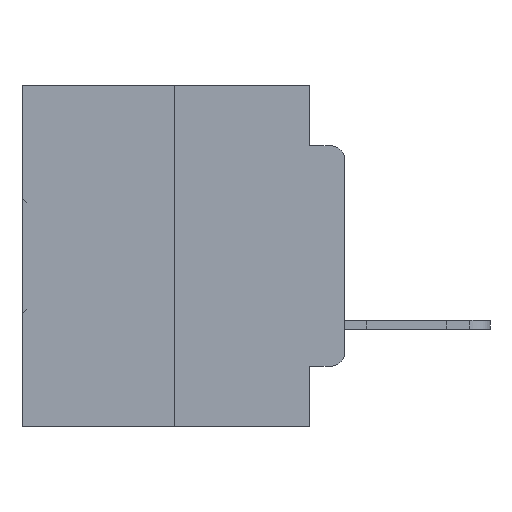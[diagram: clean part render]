
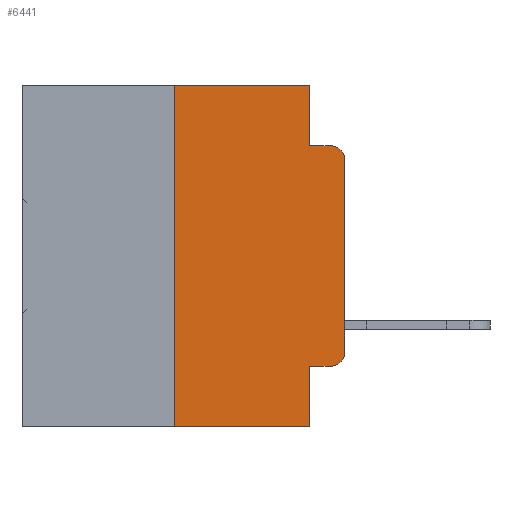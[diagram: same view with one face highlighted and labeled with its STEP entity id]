
A CAD part, left-side view. The second image highlights one B-rep face of the part: STEP entity #6441.
In plain terms, the highlighted planar face has unit normal (-1, 0, 0).
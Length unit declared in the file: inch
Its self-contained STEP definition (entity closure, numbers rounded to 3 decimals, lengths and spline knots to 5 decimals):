
#156 = ORIENTED_EDGE ( 'NONE', *, *, #25673, .F. ) ;
#199 = ORIENTED_EDGE ( 'NONE', *, *, #21389, .F. ) ;
#625 = ORIENTED_EDGE ( 'NONE', *, *, #25776, .F. ) ;
#798 = CARTESIAN_POINT ( 'NONE',  ( 0., 0.25, 0. ) ) ;
#1899 = LINE ( 'NONE', #15291, #28972 ) ;
#1982 = VERTEX_POINT ( 'NONE', #798 ) ;
#2142 = ORIENTED_EDGE ( 'NONE', *, *, #23116, .T. ) ;
#2370 = VECTOR ( 'NONE', #19424, 39.37008 ) ;
#2416 = DIRECTION ( 'NONE',  ( 0., -1., 0. ) ) ;
#2552 = ORIENTED_EDGE ( 'NONE', *, *, #25862, .F. ) ;
#2584 = CARTESIAN_POINT ( 'NONE',  ( 0., 0., 0. ) ) ;
#3206 = CIRCLE ( 'NONE', #20075, 0.02 ) ;
#3633 = LINE ( 'NONE', #30534, #10133 ) ;
#4076 = LINE ( 'NONE', #27326, #2370 ) ;
#4096 = DIRECTION ( 'NONE',  ( 0., 0., -1. ) ) ;
#4923 = VECTOR ( 'NONE', #19086, 39.37008 ) ;
#5541 = DIRECTION ( 'NONE',  ( -1., 0., 0. ) ) ;
#5987 = VERTEX_POINT ( 'NONE', #15289 ) ;
#6441 = ADVANCED_FACE ( 'NONE', ( #13029 ), #24629, .F. ) ;
#6533 = EDGE_LOOP ( 'NONE', ( #29979, #31238, #31836, #156, #199, #625, #2142, #2552, #6698, #8214 ) ) ;
#6672 = CARTESIAN_POINT ( 'NONE',  ( 0., 0.02, -0.0885 ) ) ;
#6698 = ORIENTED_EDGE ( 'NONE', *, *, #26015, .T. ) ;
#7491 = CARTESIAN_POINT ( 'NONE',  ( 0., 0.473, -0.5 ) ) ;
#7993 = VERTEX_POINT ( 'NONE', #27160 ) ;
#8214 = ORIENTED_EDGE ( 'NONE', *, *, #26021, .T. ) ;
#9019 = CARTESIAN_POINT ( 'NONE',  ( 0., 0., -0.1085 ) ) ;
#9287 = CARTESIAN_POINT ( 'NONE',  ( 0., 0.473, 0. ) ) ;
#9615 = LINE ( 'NONE', #9287, #30020 ) ;
#9868 = VERTEX_POINT ( 'NONE', #28371 ) ;
#10133 = VECTOR ( 'NONE', #25582, 39.37008 ) ;
#11591 = VECTOR ( 'NONE', #23625, 39.37008 ) ;
#11724 = VERTEX_POINT ( 'NONE', #12002 ) ;
#12002 = CARTESIAN_POINT ( 'NONE',  ( 0., 0.051, 0. ) ) ;
#13029 = FACE_OUTER_BOUND ( 'NONE', #6533, .T. ) ;
#13174 = AXIS2_PLACEMENT_3D ( 'NONE', #25087, #25570, #24486 ) ;
#13192 = VERTEX_POINT ( 'NONE', #16978 ) ;
#13297 = CARTESIAN_POINT ( 'NONE',  ( 0., 0.051, -0.0885 ) ) ;
#13571 = LINE ( 'NONE', #27856, #33272 ) ;
#14609 = VERTEX_POINT ( 'NONE', #13297 ) ;
#14883 = VERTEX_POINT ( 'NONE', #27598 ) ;
#15289 = CARTESIAN_POINT ( 'NONE',  ( 0., 0., -0.3915 ) ) ;
#15291 = CARTESIAN_POINT ( 'NONE',  ( 0., 0.051, 0. ) ) ;
#16252 = CARTESIAN_POINT ( 'NONE',  ( 0., 0.02, -0.3915 ) ) ;
#16847 = VERTEX_POINT ( 'NONE', #9019 ) ;
#16978 = CARTESIAN_POINT ( 'NONE',  ( 0., 0.02, -0.4115 ) ) ;
#18721 = AXIS2_PLACEMENT_3D ( 'NONE', #16252, #33934, #19039 ) ;
#18751 = LINE ( 'NONE', #2584, #4923 ) ;
#19039 = DIRECTION ( 'NONE',  ( 0., 0., -1. ) ) ;
#19086 = DIRECTION ( 'NONE',  ( 0., 0., 1. ) ) ;
#19424 = DIRECTION ( 'NONE',  ( 0., -1., 0. ) ) ;
#20019 = DIRECTION ( 'NONE',  ( 0., 0., -1. ) ) ;
#20075 = AXIS2_PLACEMENT_3D ( 'NONE', #22028, #5541, #24644 ) ;
#21389 = EDGE_CURVE ( 'NONE', #1982, #11724, #9615, .T. ) ;
#21655 = CARTESIAN_POINT ( 'NONE',  ( 0., 0.051, -0.4115 ) ) ;
#22028 = CARTESIAN_POINT ( 'NONE',  ( 0., 0.02, -0.1085 ) ) ;
#22885 = DIRECTION ( 'NONE',  ( 0., -1., 0. ) ) ;
#23116 = EDGE_CURVE ( 'NONE', #9868, #7993, #26018, .T. ) ;
#23306 = LINE ( 'NONE', #21655, #30074 ) ;
#23625 = DIRECTION ( 'NONE',  ( 0., -1., 0. ) ) ;
#24486 = DIRECTION ( 'NONE',  ( 0., 0., -1. ) ) ;
#24629 = PLANE ( 'NONE',  #13174 ) ;
#24644 = DIRECTION ( 'NONE',  ( 0., 0., -1. ) ) ;
#25087 = CARTESIAN_POINT ( 'NONE',  ( 0., 0.473, 0. ) ) ;
#25492 = EDGE_CURVE ( 'NONE', #5987, #16847, #18751, .T. ) ;
#25505 = EDGE_CURVE ( 'NONE', #16847, #29889, #3206, .T. ) ;
#25552 = EDGE_CURVE ( 'NONE', #14609, #29889, #4076, .T. ) ;
#25570 = DIRECTION ( 'NONE',  ( 1., 0., 0. ) ) ;
#25582 = DIRECTION ( 'NONE',  ( 0., 0., 1. ) ) ;
#25673 = EDGE_CURVE ( 'NONE', #11724, #14609, #13571, .T. ) ;
#25776 = EDGE_CURVE ( 'NONE', #9868, #1982, #3633, .T. ) ;
#25862 = EDGE_CURVE ( 'NONE', #14883, #7993, #1899, .T. ) ;
#26015 = EDGE_CURVE ( 'NONE', #14883, #13192, #23306, .T. ) ;
#26018 = LINE ( 'NONE', #7491, #11591 ) ;
#26021 = EDGE_CURVE ( 'NONE', #13192, #5987, #29330, .T. ) ;
#27160 = CARTESIAN_POINT ( 'NONE',  ( 0., 0.051, -0.5 ) ) ;
#27326 = CARTESIAN_POINT ( 'NONE',  ( 0., 0.051, -0.0885 ) ) ;
#27598 = CARTESIAN_POINT ( 'NONE',  ( 0., 0.051, -0.4115 ) ) ;
#27856 = CARTESIAN_POINT ( 'NONE',  ( 0., 0.051, 0. ) ) ;
#28371 = CARTESIAN_POINT ( 'NONE',  ( 0., 0.25, -0.5 ) ) ;
#28972 = VECTOR ( 'NONE', #4096, 39.37008 ) ;
#29330 = CIRCLE ( 'NONE', #18721, 0.02 ) ;
#29889 = VERTEX_POINT ( 'NONE', #6672 ) ;
#29979 = ORIENTED_EDGE ( 'NONE', *, *, #25492, .T. ) ;
#30020 = VECTOR ( 'NONE', #22885, 39.37008 ) ;
#30074 = VECTOR ( 'NONE', #2416, 39.37008 ) ;
#30534 = CARTESIAN_POINT ( 'NONE',  ( 0., 0.25, 0. ) ) ;
#31238 = ORIENTED_EDGE ( 'NONE', *, *, #25505, .T. ) ;
#31836 = ORIENTED_EDGE ( 'NONE', *, *, #25552, .F. ) ;
#33272 = VECTOR ( 'NONE', #20019, 39.37008 ) ;
#33934 = DIRECTION ( 'NONE',  ( -1., 0., 0. ) ) ;
